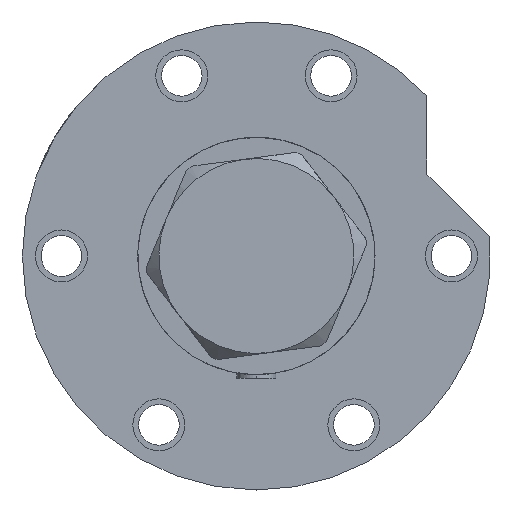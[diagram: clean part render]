
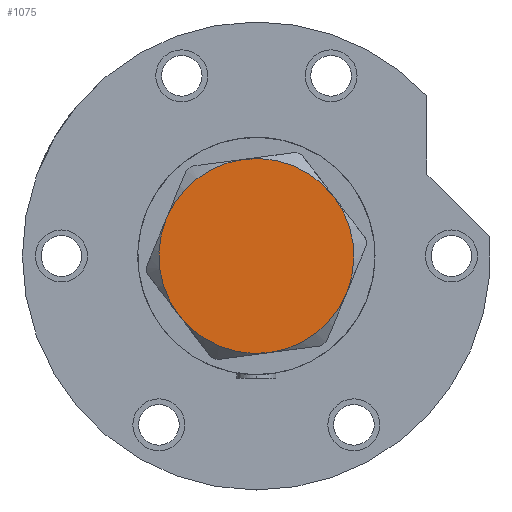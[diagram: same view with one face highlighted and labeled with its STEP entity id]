
A CAD part, left-side view. The second image highlights one B-rep face of the part: STEP entity #1075.
In plain terms, the highlighted face is planar.
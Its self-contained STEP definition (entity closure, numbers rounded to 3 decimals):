
#104 = DIRECTION ( 'NONE',  ( 1., 0., 0. ) ) ;
#208 = EDGE_CURVE ( 'NONE', #6257, #538, #1985, .T. ) ;
#233 = EDGE_CURVE ( 'NONE', #1467, #6272, #5301, .T. ) ;
#280 = CARTESIAN_POINT ( 'NONE',  ( -15., 25.981, 14.5 ) ) ;
#366 = EDGE_CURVE ( 'NONE', #3938, #5650, #5526, .T. ) ;
#443 = CARTESIAN_POINT ( 'NONE',  ( 15., 25.981, 14.5 ) ) ;
#490 = PLANE ( 'NONE',  #4371 ) ;
#538 = VERTEX_POINT ( 'NONE', #2143 ) ;
#863 = DIRECTION ( 'NONE',  ( 1., 0., 0. ) ) ;
#1070 = ORIENTED_EDGE ( 'NONE', *, *, #233, .T. ) ;
#1075 = ADVANCED_FACE ( 'NONE', ( #3521 ), #490, .T. ) ;
#1192 = EDGE_LOOP ( 'NONE', ( #3169, #6243, #4466, #1070, #5737, #4382 ) ) ;
#1404 = CARTESIAN_POINT ( 'NONE',  ( 0., 0., 14.5 ) ) ;
#1467 = VERTEX_POINT ( 'NONE', #280 ) ;
#1516 = CARTESIAN_POINT ( 'NONE',  ( 0., 0., 14.5 ) ) ;
#1667 = AXIS2_PLACEMENT_3D ( 'NONE', #4299, #6268, #863 ) ;
#1697 = CIRCLE ( 'NONE', #3231, 30. ) ;
#1782 = DIRECTION ( 'NONE',  ( 1., 0., 0. ) ) ;
#1832 = CARTESIAN_POINT ( 'NONE',  ( -15., -25.981, 14.5 ) ) ;
#1985 = CIRCLE ( 'NONE', #1667, 30. ) ;
#2143 = CARTESIAN_POINT ( 'NONE',  ( 15., -25.981, 14.5 ) ) ;
#2268 = DIRECTION ( 'NONE',  ( 0., 0., 1. ) ) ;
#2300 = DIRECTION ( 'NONE',  ( 0., 0., 1. ) ) ;
#2485 = DIRECTION ( 'NONE',  ( 0., 0., 1. ) ) ;
#2551 = AXIS2_PLACEMENT_3D ( 'NONE', #2801, #2268, #2735 ) ;
#2671 = EDGE_CURVE ( 'NONE', #5650, #1467, #1697, .T. ) ;
#2735 = DIRECTION ( 'NONE',  ( 1., 0., 0. ) ) ;
#2801 = CARTESIAN_POINT ( 'NONE',  ( 0., 0., 14.5 ) ) ;
#2821 = DIRECTION ( 'NONE',  ( 1., 0., 0. ) ) ;
#2857 = CARTESIAN_POINT ( 'NONE',  ( 0., 0., 14.5 ) ) ;
#2993 = DIRECTION ( 'NONE',  ( 0., 0., 1. ) ) ;
#3062 = CARTESIAN_POINT ( 'NONE',  ( 0., 0., 14.5 ) ) ;
#3098 = CARTESIAN_POINT ( 'NONE',  ( 0., 0., 14.5 ) ) ;
#3110 = AXIS2_PLACEMENT_3D ( 'NONE', #1516, #3581, #5579 ) ;
#3169 = ORIENTED_EDGE ( 'NONE', *, *, #4681, .T. ) ;
#3196 = CARTESIAN_POINT ( 'NONE',  ( -30., 0., 14.5 ) ) ;
#3231 = AXIS2_PLACEMENT_3D ( 'NONE', #1404, #2300, #1782 ) ;
#3459 = AXIS2_PLACEMENT_3D ( 'NONE', #3098, #2485, #3977 ) ;
#3521 = FACE_OUTER_BOUND ( 'NONE', #1192, .T. ) ;
#3581 = DIRECTION ( 'NONE',  ( 0., 0., 1. ) ) ;
#3870 = CIRCLE ( 'NONE', #3459, 30. ) ;
#3938 = VERTEX_POINT ( 'NONE', #5421 ) ;
#3977 = DIRECTION ( 'NONE',  ( 1., 0., 0. ) ) ;
#4299 = CARTESIAN_POINT ( 'NONE',  ( 0., 0., 14.5 ) ) ;
#4371 = AXIS2_PLACEMENT_3D ( 'NONE', #3062, #2993, #104 ) ;
#4382 = ORIENTED_EDGE ( 'NONE', *, *, #208, .T. ) ;
#4466 = ORIENTED_EDGE ( 'NONE', *, *, #2671, .T. ) ;
#4530 = CIRCLE ( 'NONE', #2551, 30. ) ;
#4681 = EDGE_CURVE ( 'NONE', #538, #3938, #3870, .T. ) ;
#5301 = CIRCLE ( 'NONE', #5960, 30. ) ;
#5421 = CARTESIAN_POINT ( 'NONE',  ( 30., 0., 14.5 ) ) ;
#5526 = CIRCLE ( 'NONE', #3110, 30. ) ;
#5579 = DIRECTION ( 'NONE',  ( 1., 0., 0. ) ) ;
#5650 = VERTEX_POINT ( 'NONE', #443 ) ;
#5737 = ORIENTED_EDGE ( 'NONE', *, *, #6404, .T. ) ;
#5825 = DIRECTION ( 'NONE',  ( 0., 0., 1. ) ) ;
#5960 = AXIS2_PLACEMENT_3D ( 'NONE', #2857, #5825, #2821 ) ;
#6243 = ORIENTED_EDGE ( 'NONE', *, *, #366, .T. ) ;
#6257 = VERTEX_POINT ( 'NONE', #1832 ) ;
#6268 = DIRECTION ( 'NONE',  ( 0., 0., 1. ) ) ;
#6272 = VERTEX_POINT ( 'NONE', #3196 ) ;
#6404 = EDGE_CURVE ( 'NONE', #6272, #6257, #4530, .T. ) ;
